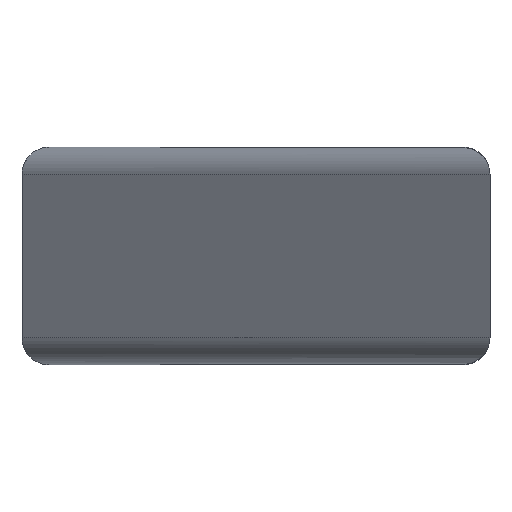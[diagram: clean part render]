
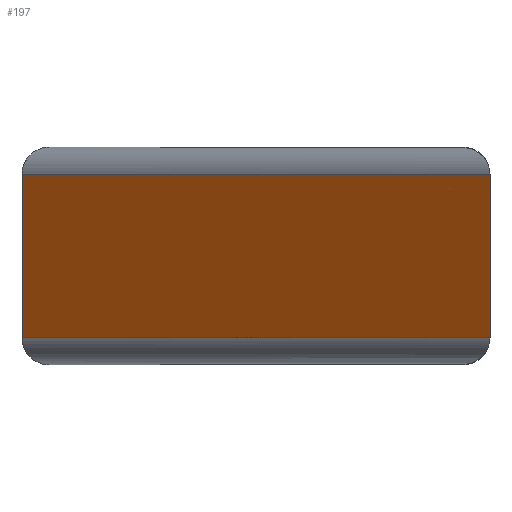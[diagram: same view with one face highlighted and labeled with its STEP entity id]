
A CAD part, left-side view. The second image highlights one B-rep face of the part: STEP entity #197.
In plain terms, the highlighted planar face has unit normal (-0.732, 0.681, 0).
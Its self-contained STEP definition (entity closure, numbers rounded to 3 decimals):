
#14 = DIRECTION ( 'NONE',  ( 0.732, -0.681, 0. ) ) ;
#25 = VERTEX_POINT ( 'NONE', #428 ) ;
#31 = LINE ( 'NONE', #372, #335 ) ;
#40 = VECTOR ( 'NONE', #138, 1000. ) ;
#58 = EDGE_CURVE ( 'NONE', #329, #294, #119, .T. ) ;
#67 = DIRECTION ( 'NONE',  ( 0., 0., -1. ) ) ;
#75 = ORIENTED_EDGE ( 'NONE', *, *, #58, .T. ) ;
#91 = VECTOR ( 'NONE', #430, 1000. ) ;
#95 = PLANE ( 'NONE',  #489 ) ;
#104 = DIRECTION ( 'NONE',  ( 0.681, 0.732, 0. ) ) ;
#107 = LINE ( 'NONE', #490, #40 ) ;
#119 = LINE ( 'NONE', #230, #91 ) ;
#138 = DIRECTION ( 'NONE',  ( 0., 0., -1. ) ) ;
#174 = CARTESIAN_POINT ( 'NONE',  ( -11., -4.3, 4. ) ) ;
#183 = CARTESIAN_POINT ( 'NONE',  ( -11., -4.3, 0.5 ) ) ;
#197 = ADVANCED_FACE ( 'NONE', ( #436 ), #95, .F. ) ;
#218 = CARTESIAN_POINT ( 'NONE',  ( -11., -4.3, 3.5 ) ) ;
#230 = CARTESIAN_POINT ( 'NONE',  ( -11., -4.3, 0.5 ) ) ;
#248 = EDGE_CURVE ( 'NONE', #367, #25, #31, .T. ) ;
#294 = VERTEX_POINT ( 'NONE', #183 ) ;
#304 = ORIENTED_EDGE ( 'NONE', *, *, #345, .T. ) ;
#326 = ORIENTED_EDGE ( 'NONE', *, *, #377, .F. ) ;
#329 = VERTEX_POINT ( 'NONE', #487 ) ;
#335 = VECTOR ( 'NONE', #104, 1000. ) ;
#345 = EDGE_CURVE ( 'NONE', #25, #329, #107, .T. ) ;
#367 = VERTEX_POINT ( 'NONE', #218 ) ;
#372 = CARTESIAN_POINT ( 'NONE',  ( -11., -4.3, 3.5 ) ) ;
#377 = EDGE_CURVE ( 'NONE', #367, #294, #482, .T. ) ;
#385 = EDGE_LOOP ( 'NONE', ( #304, #75, #326, #410 ) ) ;
#395 = CARTESIAN_POINT ( 'NONE',  ( -11., -4.3, 4. ) ) ;
#410 = ORIENTED_EDGE ( 'NONE', *, *, #248, .T. ) ;
#428 = CARTESIAN_POINT ( 'NONE',  ( -3., 4.3, 3.5 ) ) ;
#430 = DIRECTION ( 'NONE',  ( -0.681, -0.732, 0. ) ) ;
#436 = FACE_OUTER_BOUND ( 'NONE', #385, .T. ) ;
#437 = VECTOR ( 'NONE', #67, 1000. ) ;
#442 = DIRECTION ( 'NONE',  ( 0.681, 0.732, 0. ) ) ;
#482 = LINE ( 'NONE', #174, #437 ) ;
#487 = CARTESIAN_POINT ( 'NONE',  ( -3., 4.3, 0.5 ) ) ;
#489 = AXIS2_PLACEMENT_3D ( 'NONE', #395, #14, #442 ) ;
#490 = CARTESIAN_POINT ( 'NONE',  ( -3., 4.3, 4. ) ) ;
